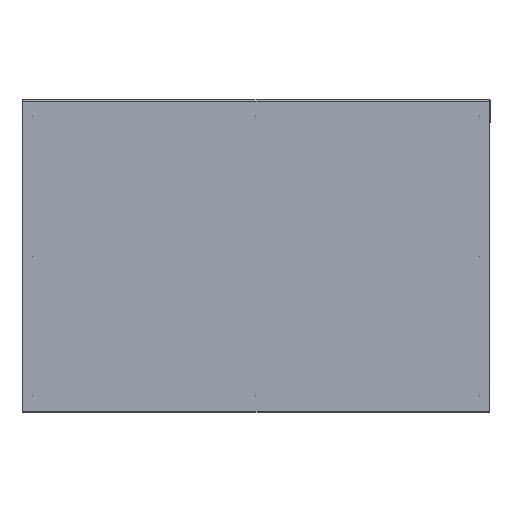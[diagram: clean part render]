
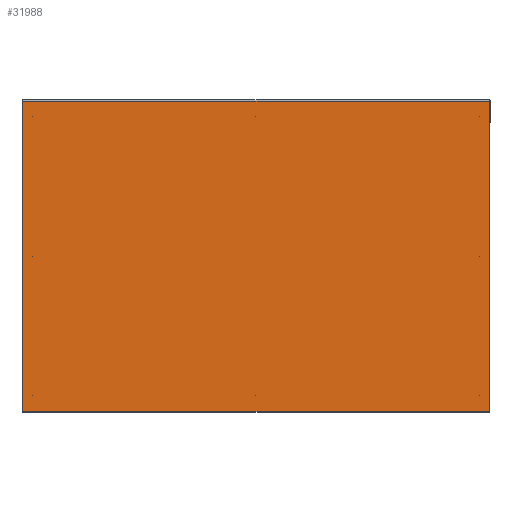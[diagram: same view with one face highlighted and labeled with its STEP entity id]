
A CAD part, front view. The second image highlights one B-rep face of the part: STEP entity #31988.
In plain terms, the highlighted planar face has unit normal (0, -1, 0).
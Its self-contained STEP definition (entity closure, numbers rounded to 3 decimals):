
#2747=PLANE('',#35119);
#4494=FACE_OUTER_BOUND('',#6845,.T.);
#6845=EDGE_LOOP('',(#26972,#26973,#26974,#26975));
#9129=LINE('',#54974,#11190);
#9130=LINE('',#54987,#11191);
#9131=LINE('',#54989,#11192);
#9132=LINE('',#54990,#11193);
#11190=VECTOR('',#43066,795.);
#11191=VECTOR('',#43073,1196.859);
#11192=VECTOR('',#43074,795.);
#11193=VECTOR('',#43075,1196.859);
#15119=VERTEX_POINT('',#54971);
#15120=VERTEX_POINT('',#54973);
#15123=VERTEX_POINT('',#54986);
#15124=VERTEX_POINT('',#54988);
#19165=EDGE_CURVE('',#15120,#15119,#9129,.T.);
#19169=EDGE_CURVE('',#15119,#15123,#9130,.T.);
#19170=EDGE_CURVE('',#15123,#15124,#9131,.T.);
#19171=EDGE_CURVE('',#15124,#15120,#9132,.T.);
#26972=ORIENTED_EDGE('',*,*,#19169,.T.);
#26973=ORIENTED_EDGE('',*,*,#19170,.T.);
#26974=ORIENTED_EDGE('',*,*,#19171,.T.);
#26975=ORIENTED_EDGE('',*,*,#19165,.T.);
#31988=ADVANCED_FACE('',(#4494),#2747,.F.);
#35119=AXIS2_PLACEMENT_3D('',#54985,#43071,#43072);
#43066=DIRECTION('',(0.,0.,-1.));
#43071=DIRECTION('center_axis',(0.,1.,0.));
#43072=DIRECTION('ref_axis',(0.,0.,1.));
#43073=DIRECTION('',(1.,0.,0.));
#43074=DIRECTION('',(0.,0.,1.));
#43075=DIRECTION('',(-1.,0.,0.));
#54971=CARTESIAN_POINT('',(-598.429,0.,-397.5));
#54973=CARTESIAN_POINT('',(-598.429,0.,397.5));
#54974=CARTESIAN_POINT('',(-598.429,0.,-198.75));
#54985=CARTESIAN_POINT('Origin',(0.,0.,0.));
#54986=CARTESIAN_POINT('',(598.429,0.,-397.5));
#54987=CARTESIAN_POINT('',(597.145,0.,-397.5));
#54988=CARTESIAN_POINT('',(598.429,0.,397.5));
#54989=CARTESIAN_POINT('',(598.429,0.,198.75));
#54990=CARTESIAN_POINT('',(298.75,0.,397.5));
